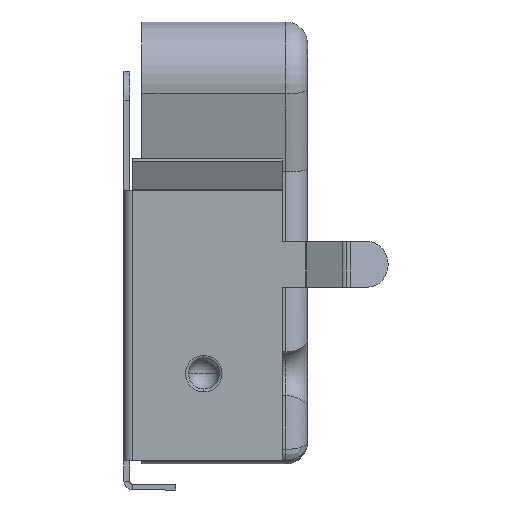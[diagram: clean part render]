
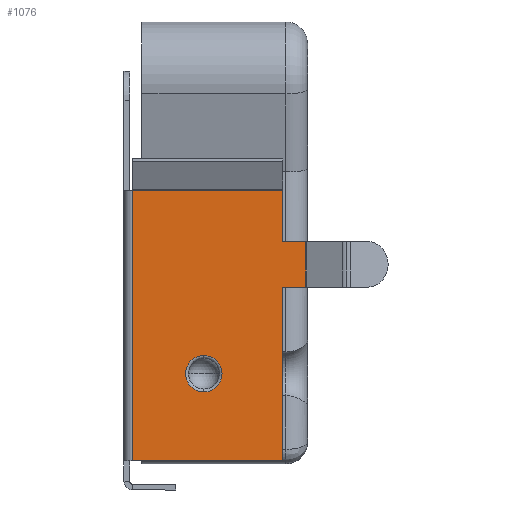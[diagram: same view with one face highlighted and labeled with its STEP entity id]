
A CAD part, left-side view. The second image highlights one B-rep face of the part: STEP entity #1076.
In plain terms, the highlighted planar face has unit normal (-1, 0, 0).
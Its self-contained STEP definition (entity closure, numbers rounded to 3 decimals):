
#2 = CARTESIAN_POINT ( 'NONE',  ( -7.15, 3.57, -3.2 ) ) ;
#88 = AXIS2_PLACEMENT_3D ( 'NONE', #2215, #5993, #6526 ) ;
#102 = VERTEX_POINT ( 'NONE', #1955 ) ;
#198 = CARTESIAN_POINT ( 'NONE',  ( -7.15, 3.57, -3.827 ) ) ;
#334 = EDGE_LOOP ( 'NONE', ( #1668, #423 ) ) ;
#335 = EDGE_CURVE ( 'NONE', #102, #3010, #5304, .T. ) ;
#393 = VERTEX_POINT ( 'NONE', #4780 ) ;
#423 = ORIENTED_EDGE ( 'NONE', *, *, #4580, .T. ) ;
#425 = DIRECTION ( 'NONE',  ( 0., 0., -1. ) ) ;
#578 = DIRECTION ( 'NONE',  ( 0., 0., -1. ) ) ;
#600 = VECTOR ( 'NONE', #578, 1000. ) ;
#695 = VERTEX_POINT ( 'NONE', #810 ) ;
#810 = CARTESIAN_POINT ( 'NONE',  ( -7.15, 0.86, -6.2 ) ) ;
#988 = DIRECTION ( 'NONE',  ( 0., 0., -1. ) ) ;
#1013 = DIRECTION ( 'NONE',  ( 1., 0., 0. ) ) ;
#1076 = ADVANCED_FACE ( 'NONE', ( #6619, #2475 ), #4302, .F. ) ;
#1187 = LINE ( 'NONE', #5928, #6375 ) ;
#1255 = CIRCLE ( 'NONE', #4698, 0.627 ) ;
#1277 = VERTEX_POINT ( 'NONE', #1341 ) ;
#1341 = CARTESIAN_POINT ( 'NONE',  ( -7.15, 0.86, 3.1 ) ) ;
#1367 = LINE ( 'NONE', #6286, #3166 ) ;
#1375 = LINE ( 'NONE', #2985, #6058 ) ;
#1646 = ORIENTED_EDGE ( 'NONE', *, *, #3642, .F. ) ;
#1668 = ORIENTED_EDGE ( 'NONE', *, *, #3704, .T. ) ;
#1755 = LINE ( 'NONE', #6817, #4408 ) ;
#1847 = EDGE_LOOP ( 'NONE', ( #6641, #4015, #5435, #3430, #3748, #5972, #6132, #1646 ) ) ;
#1849 = VECTOR ( 'NONE', #425, 1000. ) ;
#1955 = CARTESIAN_POINT ( 'NONE',  ( -7.15, 0.066, 1.345 ) ) ;
#2104 = AXIS2_PLACEMENT_3D ( 'NONE', #2552, #3641, #4186 ) ;
#2121 = DIRECTION ( 'NONE',  ( 0., 0., -1. ) ) ;
#2168 = CARTESIAN_POINT ( 'NONE',  ( -7.15, 0.86, -6.2 ) ) ;
#2205 = EDGE_CURVE ( 'NONE', #3546, #1277, #6496, .T. ) ;
#2215 = CARTESIAN_POINT ( 'NONE',  ( -7.15, 0.86, 1.345 ) ) ;
#2346 = DIRECTION ( 'NONE',  ( 0., -1., 0. ) ) ;
#2474 = VERTEX_POINT ( 'NONE', #198 ) ;
#2475 = FACE_OUTER_BOUND ( 'NONE', #1847, .T. ) ;
#2552 = CARTESIAN_POINT ( 'NONE',  ( -7.15, 3.57, -3.2 ) ) ;
#2926 = DIRECTION ( 'NONE',  ( 0., -1., 0. ) ) ;
#2985 = CARTESIAN_POINT ( 'NONE',  ( -7.15, 0.86, 1.345 ) ) ;
#3010 = VERTEX_POINT ( 'NONE', #6528 ) ;
#3166 = VECTOR ( 'NONE', #988, 1000. ) ;
#3219 = CARTESIAN_POINT ( 'NONE',  ( -7.15, 0.86, 1.345 ) ) ;
#3224 = EDGE_CURVE ( 'NONE', #1277, #4763, #4577, .T. ) ;
#3297 = CARTESIAN_POINT ( 'NONE',  ( -7.15, 6.02, -6.2 ) ) ;
#3430 = ORIENTED_EDGE ( 'NONE', *, *, #3224, .F. ) ;
#3500 = VERTEX_POINT ( 'NONE', #5027 ) ;
#3546 = VERTEX_POINT ( 'NONE', #3550 ) ;
#3550 = CARTESIAN_POINT ( 'NONE',  ( -7.15, 6.02, 3.1 ) ) ;
#3641 = DIRECTION ( 'NONE',  ( 1., 0., 0. ) ) ;
#3642 = EDGE_CURVE ( 'NONE', #393, #695, #1367, .T. ) ;
#3704 = EDGE_CURVE ( 'NONE', #2474, #3500, #4165, .T. ) ;
#3748 = ORIENTED_EDGE ( 'NONE', *, *, #2205, .F. ) ;
#3766 = CARTESIAN_POINT ( 'NONE',  ( -7.15, 0.066, 1.345 ) ) ;
#4015 = ORIENTED_EDGE ( 'NONE', *, *, #335, .F. ) ;
#4165 = CIRCLE ( 'NONE', #2104, 0.627 ) ;
#4186 = DIRECTION ( 'NONE',  ( 0., 0., -1. ) ) ;
#4302 = PLANE ( 'NONE',  #88 ) ;
#4351 = CARTESIAN_POINT ( 'NONE',  ( -7.15, 0.86, 3.1 ) ) ;
#4408 = VECTOR ( 'NONE', #6262, 1000. ) ;
#4510 = LINE ( 'NONE', #5180, #1849 ) ;
#4577 = LINE ( 'NONE', #2168, #6046 ) ;
#4580 = EDGE_CURVE ( 'NONE', #3500, #2474, #1255, .T. ) ;
#4698 = AXIS2_PLACEMENT_3D ( 'NONE', #2, #1013, #4773 ) ;
#4763 = VERTEX_POINT ( 'NONE', #3219 ) ;
#4773 = DIRECTION ( 'NONE',  ( 0., 0., -1. ) ) ;
#4780 = CARTESIAN_POINT ( 'NONE',  ( -7.15, 0.86, -0.225 ) ) ;
#5027 = CARTESIAN_POINT ( 'NONE',  ( -7.15, 3.57, -2.573 ) ) ;
#5091 = EDGE_CURVE ( 'NONE', #4763, #102, #1375, .T. ) ;
#5093 = VECTOR ( 'NONE', #5871, 1000. ) ;
#5180 = CARTESIAN_POINT ( 'NONE',  ( -7.15, 6.02, 0. ) ) ;
#5182 = EDGE_CURVE ( 'NONE', #3546, #6738, #4510, .T. ) ;
#5304 = LINE ( 'NONE', #3766, #600 ) ;
#5435 = ORIENTED_EDGE ( 'NONE', *, *, #5091, .F. ) ;
#5770 = EDGE_CURVE ( 'NONE', #695, #6738, #1755, .T. ) ;
#5871 = DIRECTION ( 'NONE',  ( 0., -1., 0. ) ) ;
#5928 = CARTESIAN_POINT ( 'NONE',  ( -7.15, 0.86, -0.225 ) ) ;
#5972 = ORIENTED_EDGE ( 'NONE', *, *, #5182, .T. ) ;
#5993 = DIRECTION ( 'NONE',  ( 1., 0., 0. ) ) ;
#6046 = VECTOR ( 'NONE', #2121, 1000. ) ;
#6058 = VECTOR ( 'NONE', #2926, 1000. ) ;
#6132 = ORIENTED_EDGE ( 'NONE', *, *, #5770, .F. ) ;
#6262 = DIRECTION ( 'NONE',  ( 0., 1., 0. ) ) ;
#6277 = EDGE_CURVE ( 'NONE', #393, #3010, #1187, .T. ) ;
#6286 = CARTESIAN_POINT ( 'NONE',  ( -7.15, 0.86, -6.2 ) ) ;
#6375 = VECTOR ( 'NONE', #2346, 1000. ) ;
#6496 = LINE ( 'NONE', #4351, #5093 ) ;
#6526 = DIRECTION ( 'NONE',  ( 0., 0., -1. ) ) ;
#6528 = CARTESIAN_POINT ( 'NONE',  ( -7.15, 0.066, -0.225 ) ) ;
#6619 = FACE_BOUND ( 'NONE', #334, .T. ) ;
#6641 = ORIENTED_EDGE ( 'NONE', *, *, #6277, .T. ) ;
#6738 = VERTEX_POINT ( 'NONE', #3297 ) ;
#6817 = CARTESIAN_POINT ( 'NONE',  ( -7.15, 6.12, -6.2 ) ) ;
